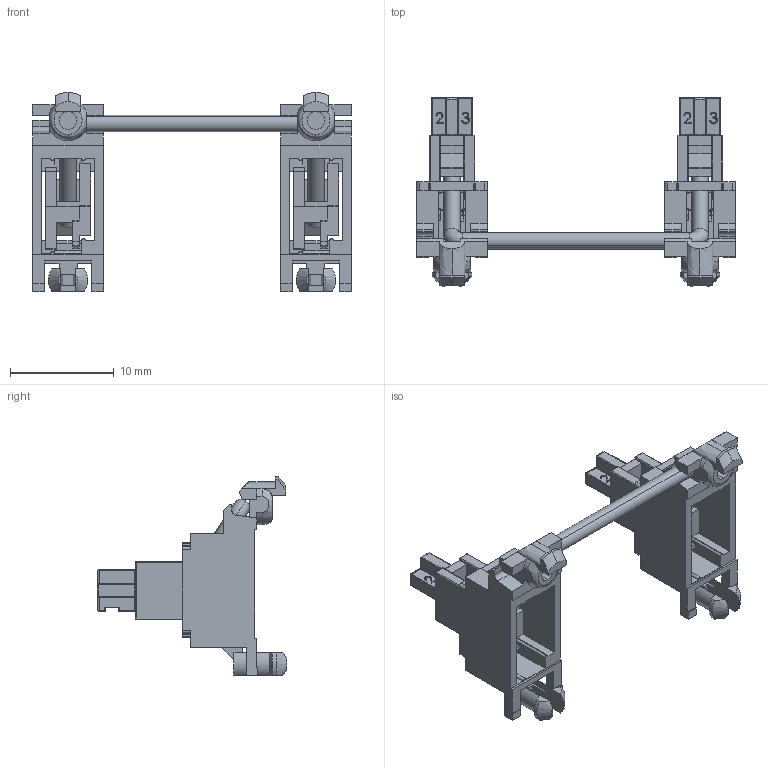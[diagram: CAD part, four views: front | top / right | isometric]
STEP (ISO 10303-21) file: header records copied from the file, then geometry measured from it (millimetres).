
FILE_DESCRIPTION (( 'STEP AP214' ), '1' );
FILE_NAME ('stab2.5U.STEP', '2021-10-31T00:24:51', ( '' ), ( '' ), 'SwSTEP 2.0', 'SolidWorks 2020', '' );
FILE_SCHEMA (( 'AUTOMOTIVE_DESIGN' ));
Length unit declared in the file: millimetre
Products named in the file (5): metal stick 16828; Cherry MX Stabilizer; mx Stabilizer base 16828; stab2.5U; mx Stabilizer key 16828
Assembly tree (6 placements, depth 3):
  stab2.5U
    Cherry MX Stabilizer
      mx Stabilizer base 16828  x2
      mx Stabilizer key 16828  x2
      metal stick 16828
Bounding box: 30.7 x 18.3 x 19.2 mm (x, y, z)
Volume: 935 mm3; surface area: 2398 mm2
Topology: 5 solids, 5 shells, 936 faces, 2488 edges, 1506 vertices
Faces by surface type: plane 386, cylinder 344, torus 78, bspline 64, sphere 52, cone 12
Entity records: 16705 total; most frequent: CARTESIAN_POINT 5132, ORIENTED_EDGE 2450, DIRECTION 2281, EDGE_CURVE 1225, AXIS2_PLACEMENT_3D 788, VERTEX_POINT 757, VECTOR 705, LINE 705
